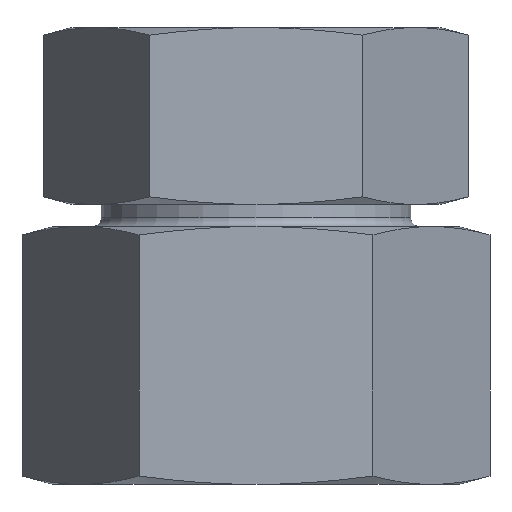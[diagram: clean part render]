
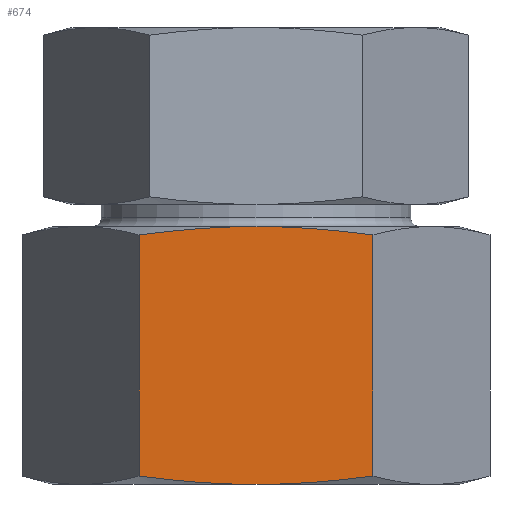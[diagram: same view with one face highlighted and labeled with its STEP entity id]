
A CAD part, left-side view. The second image highlights one B-rep face of the part: STEP entity #674.
In plain terms, the highlighted planar face has unit normal (-1, 0, 0).
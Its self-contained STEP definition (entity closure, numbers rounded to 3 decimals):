
#215=CARTESIAN_POINT('',(-27.5,-15.877,1.14));
#216=VERTEX_POINT('',#215);
#232=CARTESIAN_POINT('',(-27.5,0.,0.0));
#233=VERTEX_POINT('',#232);
#234=CARTESIAN_POINT('',(-27.5,0.,0.0));
#235=CARTESIAN_POINT('',(-27.5,-7.369,0.));
#236=CARTESIAN_POINT('',(-27.5,-15.877,1.14));
#244=(BOUNDED_CURVE()B_SPLINE_CURVE(2,(#234,#235,#236),.UNSPECIFIED.,.F.,.U.)B_SPLINE_CURVE_WITH_KNOTS((3,3),(2.072,3.719),.UNSPECIFIED.)CURVE()GEOMETRIC_REPRESENTATION_ITEM()RATIONAL_B_SPLINE_CURVE((1.0,1.048,1.02))REPRESENTATION_ITEM(''));
#245=EDGE_CURVE('',#233,#216,#244,.T.);
#442=CARTESIAN_POINT('',(-27.5,15.877,1.14));
#443=VERTEX_POINT('',#442);
#464=CARTESIAN_POINT('',(-27.5,15.877,1.14));
#465=CARTESIAN_POINT('',(-27.5,7.369,0.));
#466=CARTESIAN_POINT('',(-27.5,0.,0.0));
#474=(BOUNDED_CURVE()B_SPLINE_CURVE(2,(#464,#465,#466),.UNSPECIFIED.,.F.,.U.)B_SPLINE_CURVE_WITH_KNOTS((3,3),(0.426,2.072),.UNSPECIFIED.)CURVE()GEOMETRIC_REPRESENTATION_ITEM()RATIONAL_B_SPLINE_CURVE((1.02,1.048,1.0))REPRESENTATION_ITEM(''));
#475=EDGE_CURVE('',#443,#233,#474,.T.);
#588=CARTESIAN_POINT('',(-27.5,15.877,33.86));
#589=VERTEX_POINT('',#588);
#590=CARTESIAN_POINT('',(-27.5,15.877,1.14));
#591=DIRECTION('',(0.0,0.0,1.0));
#592=VECTOR('',#591,32.72);
#593=LINE('',#590,#592);
#594=EDGE_CURVE('',#443,#589,#593,.T.);
#628=CARTESIAN_POINT('',(-27.5,-15.877,0.0));
#629=DIRECTION('',(-1.0,0.0,0.0));
#630=DIRECTION('',(0.0,0.0,1.0));
#631=AXIS2_PLACEMENT_3D('',#628,#629,#630);
#632=PLANE('',#631);
#633=ORIENTED_EDGE('',*,*,#475,.T.);
#634=ORIENTED_EDGE('',*,*,#245,.T.);
#635=CARTESIAN_POINT('',(-27.5,-15.877,33.86));
#636=VERTEX_POINT('',#635);
#637=CARTESIAN_POINT('',(-27.5,-15.877,1.14));
#638=DIRECTION('',(0.0,0.0,1.0));
#639=VECTOR('',#638,32.72);
#640=LINE('',#637,#639);
#641=EDGE_CURVE('',#216,#636,#640,.T.);
#642=ORIENTED_EDGE('',*,*,#641,.T.);
#643=CARTESIAN_POINT('',(-27.5,0.,35.));
#644=VERTEX_POINT('',#643);
#645=CARTESIAN_POINT('',(-27.5,-15.877,33.86));
#646=CARTESIAN_POINT('',(-27.5,-7.369,35.));
#647=CARTESIAN_POINT('',(-27.5,0.,35.));
#655=(BOUNDED_CURVE()B_SPLINE_CURVE(2,(#645,#646,#647),.UNSPECIFIED.,.F.,.U.)B_SPLINE_CURVE_WITH_KNOTS((3,3),(0.426,2.072),.UNSPECIFIED.)CURVE()GEOMETRIC_REPRESENTATION_ITEM()RATIONAL_B_SPLINE_CURVE((1.02,1.048,1.0))REPRESENTATION_ITEM(''));
#656=EDGE_CURVE('',#636,#644,#655,.T.);
#657=ORIENTED_EDGE('',*,*,#656,.T.);
#658=CARTESIAN_POINT('',(-27.5,0.,35.));
#659=CARTESIAN_POINT('',(-27.5,7.369,35.));
#660=CARTESIAN_POINT('',(-27.5,15.877,33.86));
#668=(BOUNDED_CURVE()B_SPLINE_CURVE(2,(#658,#659,#660),.UNSPECIFIED.,.F.,.U.)B_SPLINE_CURVE_WITH_KNOTS((3,3),(2.072,3.719),.UNSPECIFIED.)CURVE()GEOMETRIC_REPRESENTATION_ITEM()RATIONAL_B_SPLINE_CURVE((1.0,1.048,1.02))REPRESENTATION_ITEM(''));
#669=EDGE_CURVE('',#644,#589,#668,.T.);
#670=ORIENTED_EDGE('',*,*,#669,.T.);
#671=ORIENTED_EDGE('',*,*,#594,.F.);
#672=EDGE_LOOP('',(#633,#634,#642,#657,#670,#671));
#673=FACE_OUTER_BOUND('',#672,.T.);
#674=ADVANCED_FACE('',(#673),#632,.T.);
